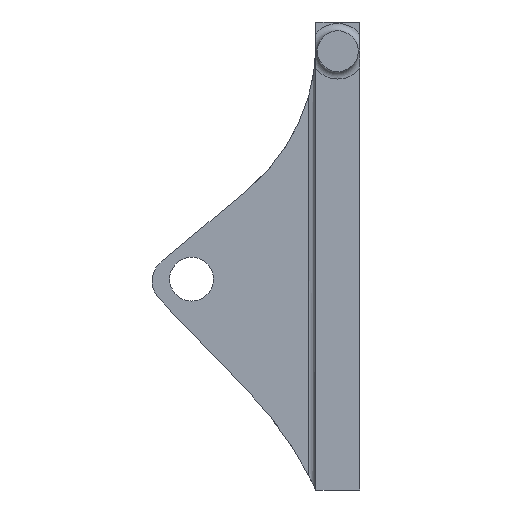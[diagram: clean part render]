
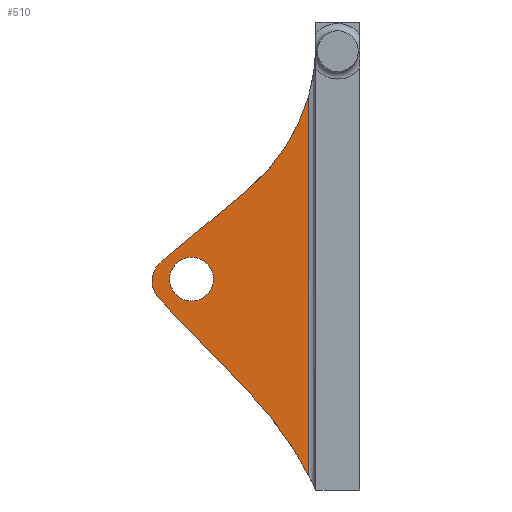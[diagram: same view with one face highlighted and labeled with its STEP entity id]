
A CAD part, left-side view. The second image highlights one B-rep face of the part: STEP entity #510.
In plain terms, the highlighted planar face has unit normal (-1, 0, 0).
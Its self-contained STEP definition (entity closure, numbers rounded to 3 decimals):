
#17=FACE_BOUND('',#95,.T.);
#20=CIRCLE('',#550,13.);
#23=CIRCLE('',#555,25.);
#24=CIRCLE('',#557,1.75);
#25=CIRCLE('',#558,1.5);
#44=PLANE('',#556);
#66=FACE_OUTER_BOUND('',#94,.T.);
#94=EDGE_LOOP('',(#385,#386,#387,#388,#389,#390));
#95=EDGE_LOOP('',(#391));
#122=LINE('',#773,#168);
#138=LINE('',#846,#184);
#141=LINE('',#857,#187);
#168=VECTOR('',#603,10.);
#184=VECTOR('',#631,10.);
#187=VECTOR('',#644,10.);
#220=VERTEX_POINT('',#747);
#224=VERTEX_POINT('',#766);
#238=VERTEX_POINT('',#836);
#241=VERTEX_POINT('',#844);
#243=VERTEX_POINT('',#851);
#244=VERTEX_POINT('',#855);
#245=VERTEX_POINT('',#858);
#273=EDGE_CURVE('',#220,#224,#122,.T.);
#290=EDGE_CURVE('',#224,#238,#20,.T.);
#295=EDGE_CURVE('',#241,#238,#138,.T.);
#298=EDGE_CURVE('',#220,#243,#23,.F.);
#300=EDGE_CURVE('',#244,#241,#24,.T.);
#301=EDGE_CURVE('',#243,#244,#141,.T.);
#302=EDGE_CURVE('',#245,#245,#25,.T.);
#385=ORIENTED_EDGE('',*,*,#273,.T.);
#386=ORIENTED_EDGE('',*,*,#290,.T.);
#387=ORIENTED_EDGE('',*,*,#295,.F.);
#388=ORIENTED_EDGE('',*,*,#300,.F.);
#389=ORIENTED_EDGE('',*,*,#301,.F.);
#390=ORIENTED_EDGE('',*,*,#298,.F.);
#391=ORIENTED_EDGE('',*,*,#302,.F.);
#510=ADVANCED_FACE('',(#66,#17),#44,.T.);
#550=AXIS2_PLACEMENT_3D('',#837,#622,#623);
#555=AXIS2_PLACEMENT_3D('',#852,#637,#638);
#556=AXIS2_PLACEMENT_3D('',#854,#640,#641);
#557=AXIS2_PLACEMENT_3D('',#856,#642,#643);
#558=AXIS2_PLACEMENT_3D('',#859,#645,#646);
#603=DIRECTION('',(0.,0.,1.));
#622=DIRECTION('center_axis',(1.,0.,0.));
#623=DIRECTION('ref_axis',(0.,-0.906,-0.424));
#631=DIRECTION('',(0.,-0.768,0.64));
#637=DIRECTION('center_axis',(1.,0.,0.));
#638=DIRECTION('ref_axis',(0.,-0.906,0.424));
#640=DIRECTION('center_axis',(-1.,0.,0.));
#641=DIRECTION('ref_axis',(0.,0.,-1.));
#642=DIRECTION('center_axis',(1.,0.,0.));
#643=DIRECTION('ref_axis',(0.,0.64,0.768));
#644=DIRECTION('',(0.,0.693,0.721));
#645=DIRECTION('center_axis',(-1.,0.,0.));
#646=DIRECTION('ref_axis',(0.,0.,-1.));
#747=CARTESIAN_POINT('',(46.5,3.5,-14.991));
#766=CARTESIAN_POINT('',(46.5,3.5,10.935));
#773=CARTESIAN_POINT('',(46.5,3.5,-1.417));
#836=CARTESIAN_POINT('',(46.5,7.678,4.519));
#837=CARTESIAN_POINT('Origin',(46.5,16.,14.506));
#844=CARTESIAN_POINT('',(46.5,13.558,-0.381));
#846=CARTESIAN_POINT('',(46.5,13.558,-0.381));
#851=CARTESIAN_POINT('',(46.5,7.609,-9.282));
#852=CARTESIAN_POINT('Origin',(46.5,25.644,-26.595));
#854=CARTESIAN_POINT('Origin',(46.5,8.594,-2.833));
#855=CARTESIAN_POINT('',(46.5,13.7,-2.937));
#856=CARTESIAN_POINT('Origin',(46.5,12.437,-1.726));
#857=CARTESIAN_POINT('',(46.5,13.7,-2.937));
#858=CARTESIAN_POINT('',(46.5,11.5,-0.083));
#859=CARTESIAN_POINT('Origin',(46.5,11.5,-1.583));
